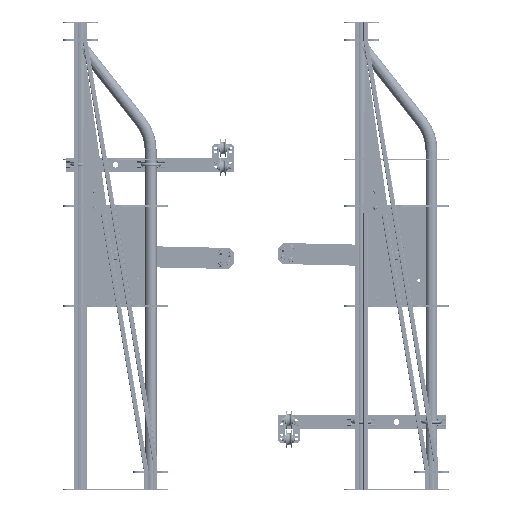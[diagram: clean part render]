
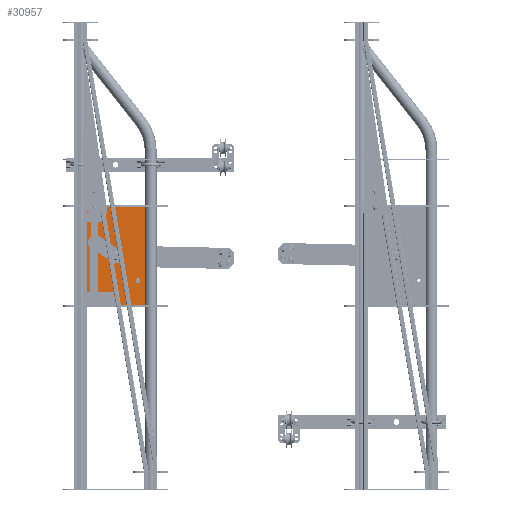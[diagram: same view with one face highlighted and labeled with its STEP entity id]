
A CAD part, front view. The second image highlights one B-rep face of the part: STEP entity #30957.
In plain terms, the highlighted planar face has unit normal (0, -1, 0).
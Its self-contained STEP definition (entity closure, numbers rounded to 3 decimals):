
#316 = CARTESIAN_POINT ( 'NONE',  ( 105., -1.5, -63. ) ) ;
#501 = EDGE_CURVE ( 'NONE', #57889, #17294, #73820, .T. ) ;
#1692 = CARTESIAN_POINT ( 'NONE',  ( 0., -1.5, 13. ) ) ;
#2123 = CARTESIAN_POINT ( 'NONE',  ( 53., -1.5, 48. ) ) ;
#2692 = CARTESIAN_POINT ( 'NONE',  ( 53., -1.5, 48. ) ) ;
#3331 = ORIENTED_EDGE ( 'NONE', *, *, #73011, .T. ) ;
#5008 = EDGE_CURVE ( 'NONE', #84464, #53197, #74887, .T. ) ;
#5177 = VERTEX_POINT ( 'NONE', #39087 ) ;
#6839 = ORIENTED_EDGE ( 'NONE', *, *, #60939, .F. ) ;
#7828 = EDGE_LOOP ( 'NONE', ( #60194, #69204 ) ) ;
#8308 = DIRECTION ( 'NONE',  ( 0., 0., -1. ) ) ;
#8557 = EDGE_CURVE ( 'NONE', #19194, #34407, #19121, .T. ) ;
#8703 = DIRECTION ( 'NONE',  ( 0., 0., -1. ) ) ;
#9575 = DIRECTION ( 'NONE',  ( 0., 0., 1. ) ) ;
#10241 = VECTOR ( 'NONE', #27895, 1000. ) ;
#11899 = CARTESIAN_POINT ( 'NONE',  ( -105., -1.5, 63. ) ) ;
#13630 = EDGE_LOOP ( 'NONE', ( #6839, #69129 ) ) ;
#13933 = CARTESIAN_POINT ( 'NONE',  ( 53., -1.5, 44.8 ) ) ;
#14075 = CARTESIAN_POINT ( 'NONE',  ( -105., -1.5, -63. ) ) ;
#14665 = DIRECTION ( 'NONE',  ( 0., 1., 0. ) ) ;
#15137 = PLANE ( 'NONE',  #83797 ) ;
#15564 = CARTESIAN_POINT ( 'NONE',  ( -105., -1.5, 63. ) ) ;
#15739 = DIRECTION ( 'NONE',  ( 0., 0., 1. ) ) ;
#17294 = VERTEX_POINT ( 'NONE', #14075 ) ;
#19121 = CIRCLE ( 'NONE', #77923, 3.2 ) ;
#19194 = VERTEX_POINT ( 'NONE', #27019 ) ;
#20549 = DIRECTION ( 'NONE',  ( 0., 0., -1. ) ) ;
#20757 = ORIENTED_EDGE ( 'NONE', *, *, #71257, .F. ) ;
#22171 = CARTESIAN_POINT ( 'NONE',  ( -53., -1.5, -48. ) ) ;
#22942 = AXIS2_PLACEMENT_3D ( 'NONE', #73352, #14665, #26691 ) ;
#23273 = ORIENTED_EDGE ( 'NONE', *, *, #501, .T. ) ;
#23513 = CARTESIAN_POINT ( 'NONE',  ( 0., -1.5, -13. ) ) ;
#24352 = CIRCLE ( 'NONE', #40723, 3.2 ) ;
#25088 = CARTESIAN_POINT ( 'NONE',  ( 105., -1.5, -63. ) ) ;
#25485 = EDGE_LOOP ( 'NONE', ( #23273, #41506, #20757, #3331 ) ) ;
#26691 = DIRECTION ( 'NONE',  ( 0., 0., 1. ) ) ;
#26989 = LINE ( 'NONE', #45383, #62353 ) ;
#27019 = CARTESIAN_POINT ( 'NONE',  ( -53., -1.5, -51.2 ) ) ;
#27895 = DIRECTION ( 'NONE',  ( 0., 0., -1. ) ) ;
#28418 = FACE_BOUND ( 'NONE', #40479, .T. ) ;
#30294 = DIRECTION ( 'NONE',  ( 0., 1., 0. ) ) ;
#30957 = ADVANCED_FACE ( 'NONE', ( #28418, #42106, #61786, #55764 ), #15137, .F. ) ;
#31994 = VECTOR ( 'NONE', #8308, 1000. ) ;
#33101 = EDGE_CURVE ( 'NONE', #53197, #84464, #74622, .T. ) ;
#34407 = VERTEX_POINT ( 'NONE', #81737 ) ;
#34421 = DIRECTION ( 'NONE',  ( 0., 1., 0. ) ) ;
#35492 = EDGE_CURVE ( 'NONE', #5177, #48164, #24352, .T. ) ;
#37079 = DIRECTION ( 'NONE',  ( -1., 0., 0. ) ) ;
#39087 = CARTESIAN_POINT ( 'NONE',  ( 53., -1.5, 51.2 ) ) ;
#40479 = EDGE_LOOP ( 'NONE', ( #57935, #62806 ) ) ;
#40723 = AXIS2_PLACEMENT_3D ( 'NONE', #2123, #47486, #20549 ) ;
#41506 = ORIENTED_EDGE ( 'NONE', *, *, #58449, .F. ) ;
#41570 = LINE ( 'NONE', #60399, #10241 ) ;
#41690 = AXIS2_PLACEMENT_3D ( 'NONE', #22171, #30294, #15739 ) ;
#42106 = FACE_BOUND ( 'NONE', #13630, .T. ) ;
#42531 = CARTESIAN_POINT ( 'NONE',  ( 105., -1.5, 63. ) ) ;
#42752 = CARTESIAN_POINT ( 'NONE',  ( 0., -1.5, 0. ) ) ;
#43250 = VERTEX_POINT ( 'NONE', #316 ) ;
#44514 = CARTESIAN_POINT ( 'NONE',  ( 105., -1.5, 63. ) ) ;
#45045 = CARTESIAN_POINT ( 'NONE',  ( -53., -1.5, -48. ) ) ;
#45383 = CARTESIAN_POINT ( 'NONE',  ( 105., -1.5, 63. ) ) ;
#47486 = DIRECTION ( 'NONE',  ( 0., -1., 0. ) ) ;
#48164 = VERTEX_POINT ( 'NONE', #13933 ) ;
#48600 = AXIS2_PLACEMENT_3D ( 'NONE', #42752, #56835, #75735 ) ;
#52628 = DIRECTION ( 'NONE',  ( -1., 0., 0. ) ) ;
#53197 = VERTEX_POINT ( 'NONE', #23513 ) ;
#55103 = VERTEX_POINT ( 'NONE', #44514 ) ;
#55764 = FACE_OUTER_BOUND ( 'NONE', #25485, .T. ) ;
#56835 = DIRECTION ( 'NONE',  ( 0., 1., 0. ) ) ;
#57889 = VERTEX_POINT ( 'NONE', #11899 ) ;
#57935 = ORIENTED_EDGE ( 'NONE', *, *, #78062, .T. ) ;
#58154 = DIRECTION ( 'NONE',  ( 0., 0., 1. ) ) ;
#58449 = EDGE_CURVE ( 'NONE', #43250, #17294, #83753, .T. ) ;
#60194 = ORIENTED_EDGE ( 'NONE', *, *, #5008, .T. ) ;
#60399 = CARTESIAN_POINT ( 'NONE',  ( 105., -1.5, 63. ) ) ;
#60939 = EDGE_CURVE ( 'NONE', #48164, #5177, #67650, .T. ) ;
#61786 = FACE_BOUND ( 'NONE', #7828, .T. ) ;
#62353 = VECTOR ( 'NONE', #52628, 1000. ) ;
#62806 = ORIENTED_EDGE ( 'NONE', *, *, #8557, .T. ) ;
#66939 = DIRECTION ( 'NONE',  ( 0., -1., 0. ) ) ;
#67650 = CIRCLE ( 'NONE', #77250, 3.2 ) ;
#69129 = ORIENTED_EDGE ( 'NONE', *, *, #35492, .F. ) ;
#69204 = ORIENTED_EDGE ( 'NONE', *, *, #33101, .T. ) ;
#71257 = EDGE_CURVE ( 'NONE', #55103, #43250, #41570, .T. ) ;
#73011 = EDGE_CURVE ( 'NONE', #55103, #57889, #26989, .T. ) ;
#73352 = CARTESIAN_POINT ( 'NONE',  ( 0., -1.5, 0. ) ) ;
#73820 = LINE ( 'NONE', #15564, #31994 ) ;
#74622 = CIRCLE ( 'NONE', #48600, 13. ) ;
#74887 = CIRCLE ( 'NONE', #22942, 13. ) ;
#75735 = DIRECTION ( 'NONE',  ( 0., 0., 1. ) ) ;
#77250 = AXIS2_PLACEMENT_3D ( 'NONE', #2692, #66939, #8703 ) ;
#77923 = AXIS2_PLACEMENT_3D ( 'NONE', #45045, #78313, #58154 ) ;
#78062 = EDGE_CURVE ( 'NONE', #34407, #19194, #82716, .T. ) ;
#78115 = VECTOR ( 'NONE', #37079, 1000. ) ;
#78313 = DIRECTION ( 'NONE',  ( 0., 1., 0. ) ) ;
#81737 = CARTESIAN_POINT ( 'NONE',  ( -53., -1.5, -44.8 ) ) ;
#82716 = CIRCLE ( 'NONE', #41690, 3.2 ) ;
#83753 = LINE ( 'NONE', #25088, #78115 ) ;
#83797 = AXIS2_PLACEMENT_3D ( 'NONE', #42531, #34421, #9575 ) ;
#84464 = VERTEX_POINT ( 'NONE', #1692 ) ;
